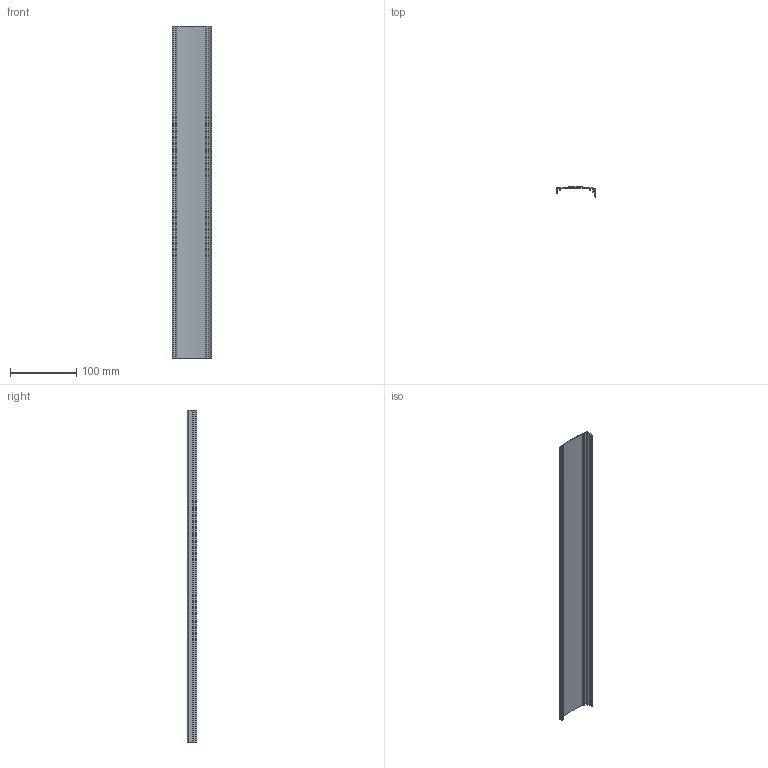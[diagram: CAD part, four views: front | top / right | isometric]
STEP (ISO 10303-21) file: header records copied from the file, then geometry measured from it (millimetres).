
FILE_DESCRIPTION(/* description */ ('STEP AP214'),/* implementation_level */ '2;1');
FILE_NAME(/* name */ '1212503_DADS-AB-G6-16-500',/* time_stamp */ '2024-08-13T14:25:24+02:00',/* author */ ('License CC BY-ND 4.0'),/* organization */ ('CADENAS'),/* preprocessor_version */ 'ST-DEVELOPER v19.3',/* originating_system */ 'PARTsolutions',/* authorisation */ ' ');
FILE_SCHEMA (('AUTOMOTIVE_DESIGN {1 0 10303 214 3 1 1}'));
Length unit declared in the file: millimetre
Products named in the file (2): 1212503 DADS-AB-G6-16-500; 1212388 DADS-AB-G6-16-500---(P)
Assembly tree (1 placements, depth 2):
  1212503 DADS-AB-G6-16-500
    1212388 DADS-AB-G6-16-500---(P)
Bounding box: 59.89 x 14.76 x 500 mm (x, y, z)
Volume: 51362.3 mm3; surface area: 85386.7 mm2
Topology: 1 solids, 1 shells, 56 faces, 162 edges, 108 vertices
Faces by surface type: cylinder 30, plane 26
Entity records: 1915 total; most frequent: DIRECTION 338, CARTESIAN_POINT 328, ORIENTED_EDGE 324, EDGE_CURVE 162, AXIS2_PLACEMENT_3D 118, VERTEX_POINT 108, LINE 102, VECTOR 102
